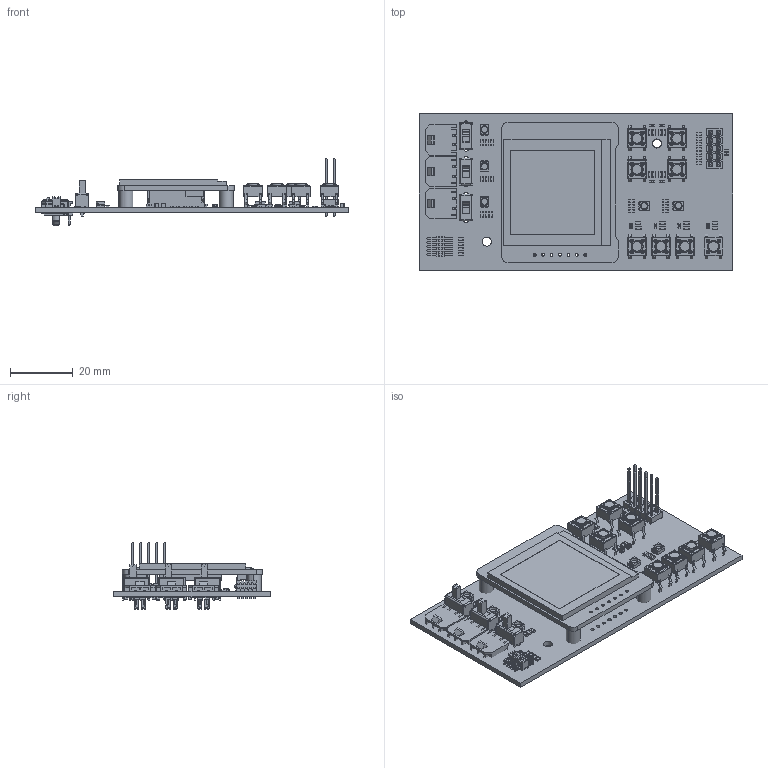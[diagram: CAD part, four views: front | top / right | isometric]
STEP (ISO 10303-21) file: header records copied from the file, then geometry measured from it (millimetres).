
FILE_DESCRIPTION(('Open CASCADE Model'),'2;1');
FILE_NAME('Open CASCADE Shape Model','2022-01-24T18:58:47',('Author'),( 'Open CASCADE'),'Open CASCADE STEP processor 6.8','Open CASCADE 6.8' ,'Unknown');
FILE_SCHEMA(('AUTOMOTIVE_DESIGN { 1 0 10303 214 1 1 1 1 }'));
Length unit declared in the file: millimetre
Products named in the file (163): PCB; Board; Open CASCADE STEP translator 6.8 1.1.1; R46; 6056560528; Mid_Body; Terminal; Open_CASCADE_STEP_translator_6.8_3.2.1; Mark; C16; Cap_TDK_C2012X7R1E474K125AA_eec; body; side; TDK_Logo; C15; R49; 6056556848; R48; R47; P2; TSW-105-15-X-D; LED5; WL-SBTW_1411_RV; base; cover; housing; LED4; LED3; LED2; LED1; SW8; Switch_C&K_PTS645SM43SMTR92LFS_eec; SW7; SW6; SW5; SW4; SW3; SW2; SW1; S3 ...
Assembly tree (269 placements, depth 5):
  PCB
    Board
      Open CASCADE STEP translator 6.8 1.1.1
    R46
      6056560528
        Mid_Body
        Terminal  x2
          Open_CASCADE_STEP_translator_6.8_3.2.1
        Mark
    C16
      Cap_TDK_C2012X7R1E474K125AA_eec
        body
        side  x2
        TDK_Logo
    C15
      Cap_TDK_C2012X7R1E474K125AA_eec
        body
        side  x2
        TDK_Logo
    R49
      6056556848
        Mid_Body
        Terminal  x2
          Open_CASCADE_STEP_translator_6.8_3.2.1
        Mark
    R48
      6056556848
        Mid_Body
        Terminal  x2
          Open_CASCADE_STEP_translator_6.8_3.2.1
        Mark
    R47
      6056560528
        Mid_Body
        Terminal  x2
          Open_CASCADE_STEP_translator_6.8_3.2.1
        Mark
    P2
      TSW-105-15-X-D
    LED5
      WL-SBTW_1411_RV
        base  x2
        base  x2
        cover
        housing
    LED4
      WL-SBTW_1411_RV
        base  x2
        base  x2
        cover
        housing
    LED3
      WL-SBTW_1411_RV
        base  x2
        base  x2
        cover
        housing
    LED2
      WL-SBTW_1411_RV
        base  x2
Bounding box: 100 x 50 x 21.52 mm (x, y, z)
Volume: 16378.6 mm3; surface area: 22027 mm2
Topology: 465 solids, 465 shells, 7090 faces, 17084 edges, 11004 vertices
Faces by surface type: plane 5386, cylinder 1263, sphere 224, bspline 126, torus 48, revolution 32, cone 11
Full cylindrical faces by diameter (mm): 0.71 x10, 0.748 x32, 0.8 x14, 1.02 x10, 1.07 x6, 1.1 x7, 1.5 x6, 2.9 x2, 3 x4, 3.05 x3, 3.5 x8
Entity records: 64694 total; most frequent: CARTESIAN_POINT 10616, DIRECTION 9668, ORIENTED_EDGE 9596, EDGE_CURVE 4798, LINE 4186, VECTOR 4186, VERTEX_POINT 3061, AXIS2_PLACEMENT_3D 2739
